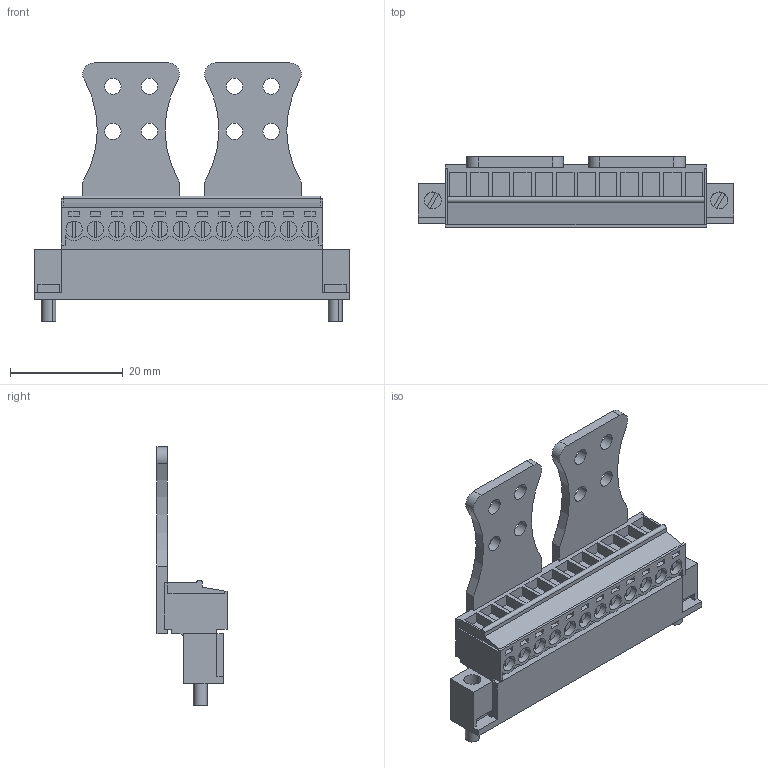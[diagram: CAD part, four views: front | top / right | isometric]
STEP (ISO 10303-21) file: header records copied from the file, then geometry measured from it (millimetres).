
FILE_DESCRIPTION(('CATIA V5 STEP Exchange','CAx-IF Rec.Pracs.--- Model Styling and Organization---1.2---2011-12-15'),'2;1');
FILE_NAME ('D1450116_0', '2018-05-11T14:35:45+00:00', ('none'), ('Weidmueller'), 'CATIA Version 5-6 Release 2014', 'CATIA V5 STEP AP214', 'none');
FILE_SCHEMA(('AUTOMOTIVE_DESIGN { 1 0 10303 214 1 1 1 1 }'));
Length unit declared in the file: millimetre
Products named in the file (1): 1237640000
Bounding box: 56.11 x 12.45 x 45.85 mm (x, y, z)
Volume: 7321.4 mm3; surface area: 9921.2 mm2
Topology: 31 solids, 31 shells, 845 faces, 2179 edges, 1458 vertices
Faces by surface type: plane 704, cylinder 141
Entity records: 24066 total; most frequent: ORIENTED_EDGE 4358, CARTESIAN_POINT 4278, DIRECTION 3037, EDGE_CURVE 2179, VECTOR 1769, LINE 1769, VERTEX_POINT 1458, EDGE_LOOP 935
